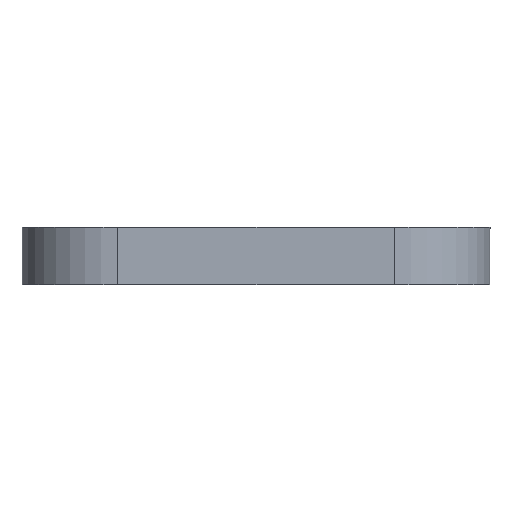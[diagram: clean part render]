
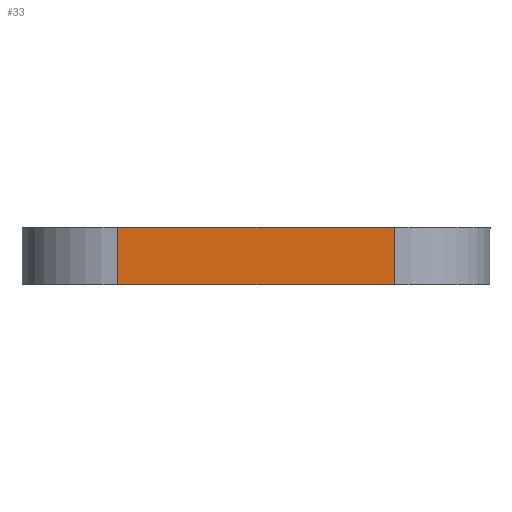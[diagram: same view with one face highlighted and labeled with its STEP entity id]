
A CAD part, left-side view. The second image highlights one B-rep face of the part: STEP entity #33.
In plain terms, the highlighted planar face has unit normal (-1, 0, 0).
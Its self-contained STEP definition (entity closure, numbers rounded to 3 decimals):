
#33=ADVANCED_FACE('',(#164),#2157,.T.);
#164=FACE_OUTER_BOUND('',#295,.T.);
#295=EDGE_LOOP('',(#445,#446,#447,#448));
#445=ORIENTED_EDGE('',*,*,#1121,.T.);
#446=ORIENTED_EDGE('',*,*,#1122,.T.);
#447=ORIENTED_EDGE('',*,*,#1123,.T.);
#448=ORIENTED_EDGE('',*,*,#1124,.T.);
#1121=EDGE_CURVE('',#1895,#1896,#1703,.T.);
#1122=EDGE_CURVE('',#1896,#1897,#1704,.T.);
#1123=EDGE_CURVE('',#1897,#1898,#1705,.T.);
#1124=EDGE_CURVE('',#1898,#1895,#1706,.T.);
#1703=B_SPLINE_CURVE_WITH_KNOTS('',1,(#3509,#3510),.UNSPECIFIED.,.F.,.F.,
(2,2),(0.,29.),.UNSPECIFIED.);
#1704=B_SPLINE_CURVE_WITH_KNOTS('',1,(#3511,#3512),.UNSPECIFIED.,.F.,.F.,
(2,2),(0.,6.),.UNSPECIFIED.);
#1705=B_SPLINE_CURVE_WITH_KNOTS('',1,(#3513,#3514),.UNSPECIFIED.,.F.,.F.,
(2,2),(0.,29.),.UNSPECIFIED.);
#1706=B_SPLINE_CURVE_WITH_KNOTS('',1,(#3515,#3516),.UNSPECIFIED.,.F.,.F.,
(2,2),(0.,6.),.UNSPECIFIED.);
#1895=VERTEX_POINT('',#3293);
#1896=VERTEX_POINT('',#3294);
#1897=VERTEX_POINT('',#3295);
#1898=VERTEX_POINT('',#3296);
#2157=PLANE('',#2330);
#2330=AXIS2_PLACEMENT_3D('',#2856,#2544,$);
#2544=DIRECTION('',(-1.,0.,0.));
#2856=CARTESIAN_POINT('',(-37.,17.412,-0.612));
#3293=CARTESIAN_POINT('',(-37.,14.5,0.));
#3294=CARTESIAN_POINT('',(-37.,-14.5,0.));
#3295=CARTESIAN_POINT('',(-37.,-14.5,6.));
#3296=CARTESIAN_POINT('',(-37.,14.5,6.));
#3509=CARTESIAN_POINT('',(-37.,14.5,0.));
#3510=CARTESIAN_POINT('',(-37.,-14.5,0.));
#3511=CARTESIAN_POINT('',(-37.,-14.5,0.));
#3512=CARTESIAN_POINT('',(-37.,-14.5,6.));
#3513=CARTESIAN_POINT('',(-37.,-14.5,6.));
#3514=CARTESIAN_POINT('',(-37.,14.5,6.));
#3515=CARTESIAN_POINT('',(-37.,14.5,6.));
#3516=CARTESIAN_POINT('',(-37.,14.5,0.));
